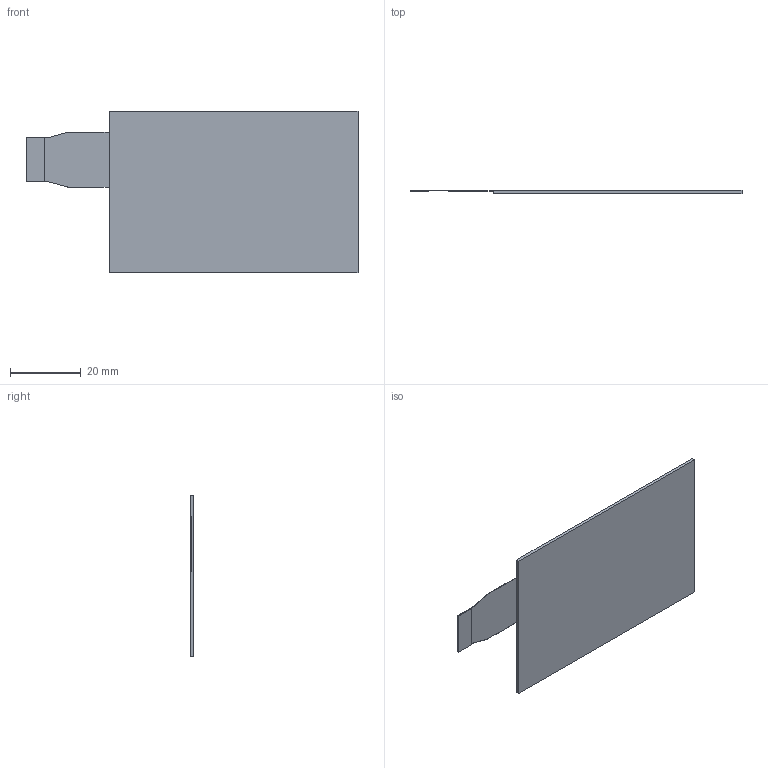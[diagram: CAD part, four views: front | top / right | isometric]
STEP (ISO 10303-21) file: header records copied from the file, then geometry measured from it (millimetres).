
FILE_DESCRIPTION (( 'STEP AP214' ), '1' );
FILE_NAME ('Waveshare_2.71inch_e-paper.step', '2020-10-19T11:51:59+00:00', 'Stefan Hamminga', '', '', '', '');
FILE_SCHEMA (( 'AUTOMOTIVE_DESIGN' ));
Length unit declared in the file: millimetre
Products named in the file (1): Waveshare_2.71inch_e-paper
Bounding box: 93.92 x 0.98 x 45.8 mm (x, y, z)
Volume: 3212.3 mm3; surface area: 7500.1 mm2
Topology: 3 solids, 3 shells, 29 faces, 75 edges, 53 vertices
Faces by surface type: plane 25, cylinder 4
Entity records: 975 total; most frequent: CARTESIAN_POINT 158, ORIENTED_EDGE 150, DIRECTION 144, EDGE_CURVE 75, LINE 66, VECTOR 66, VERTEX_POINT 53, AXIS2_PLACEMENT_3D 39
